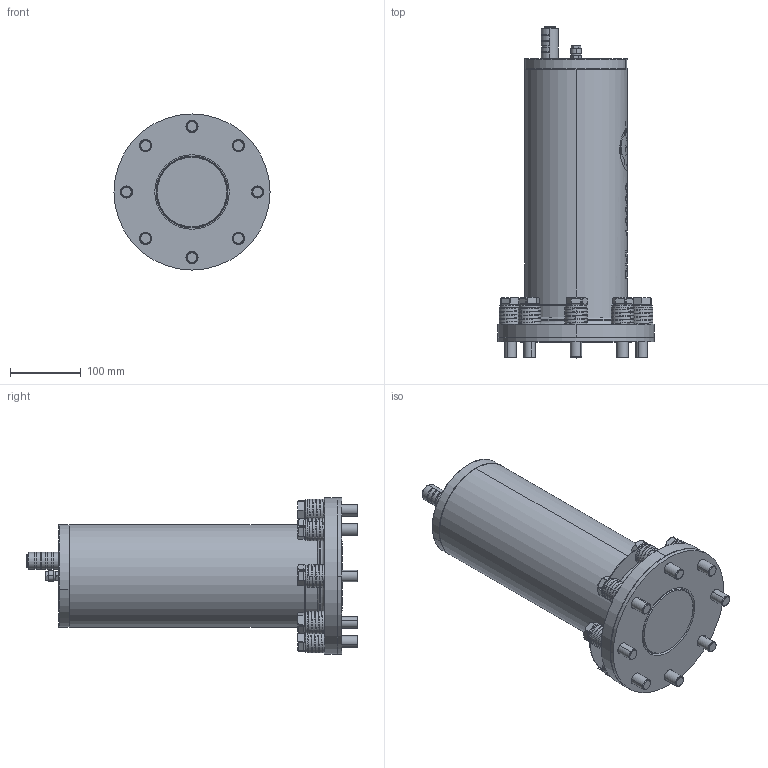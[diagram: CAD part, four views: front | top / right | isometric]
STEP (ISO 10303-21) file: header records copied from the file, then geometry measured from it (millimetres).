
FILE_DESCRIPTION (( 'STEP AP214' ), '1' );
FILE_NAME ('PKL 10000.STEP', '2014-03-14T07:29:50', ( 'Netter' ), ( 'Microsoft' ), 'SwSTEP 2.0', 'SolidWorks 2010', '' );
FILE_SCHEMA (( 'AUTOMOTIVE_DESIGN' ));
Length unit declared in the file: millimetre
Products named in the file (1): PKL 10000
Bounding box: 220 x 467.5 x 220 mm (x, y, z)
Volume: 2118601.3 mm3; surface area: 737085.6 mm2
Topology: 40 solids, 40 shells, 1419 faces, 3398 edges, 2100 vertices
Faces by surface type: cylinder 549, plane 426, bspline 244, cone 145, torus 47, sphere 8
Entity records: 74355 total; most frequent: CARTESIAN_POINT 43119, ORIENTED_EDGE 6768, DIRECTION 5608, EDGE_CURVE 3384, AXIS2_PLACEMENT_3D 2188, VERTEX_POINT 2100, EDGE_LOOP 1556, FACE_OUTER_BOUND 1419
